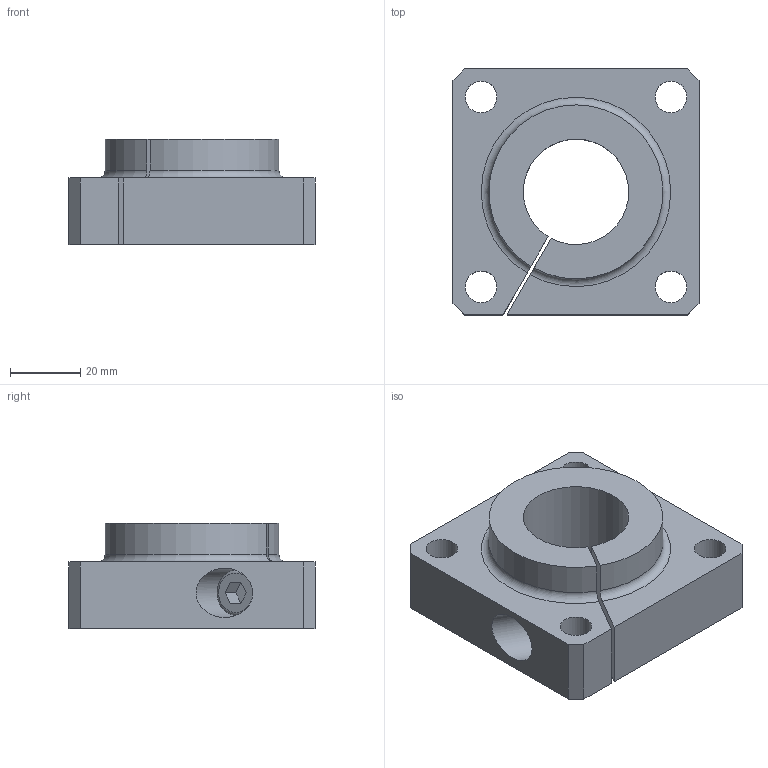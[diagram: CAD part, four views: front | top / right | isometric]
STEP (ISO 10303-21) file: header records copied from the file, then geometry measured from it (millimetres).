
FILE_DESCRIPTION( ( 'STEP AP214' ), '1' );
FILE_NAME( 'SFWB-30.stp', '2010-07-29T09:39:15', ( ' ' ), ( ' ' ), 'XStep 1.0', ' ', ' ' );
FILE_SCHEMA( ( 'CONFIG_CONTROL_DESIGN) ( )' ) );
Length unit declared in the file: metre
Products named in the file (1): 1
Bounding box: 70 x 70 x 30 mm (x, y, z)
Volume: 86064.5 mm3; surface area: 21671.3 mm2
Topology: 1 solids, 1 shells, 33 faces, 89 edges, 61 vertices
Faces by surface type: plane 23, cylinder 8, torus 2
Full cylindrical faces by diameter (mm): 9 x4, 13 x1, 14 x1
Entity records: 1274 total; most frequent: CARTESIAN_POINT 195, DIRECTION 160, ORIENTED_EDGE 152, EDGE_CURVE 76, LINE 56, VECTOR 56, VERTEX_POINT 55, AXIS2_PLACEMENT_3D 52
